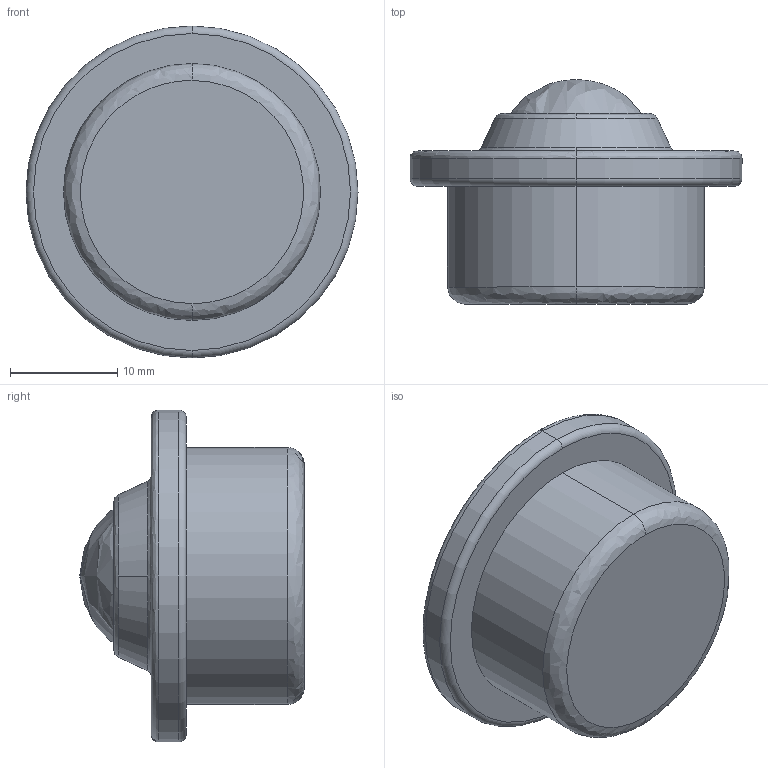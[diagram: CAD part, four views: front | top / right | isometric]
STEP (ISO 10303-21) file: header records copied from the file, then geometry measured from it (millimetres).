
FILE_DESCRIPTION (( 'STEP AP203' ), '1' );
FILE_NAME ('062AQE.STEP', '2015-09-11T14:41:43', ( 'Fath' ), ( 'Hewlett-Packard Company' ), 'SwSTEP 2.0', 'SolidWorks 2014', '' );
FILE_SCHEMA (( 'CONFIG_CONTROL_DESIGN' ));
Length unit declared in the file: millimetre
Products named in the file (1): 062AQE
Bounding box: 31 x 20.96 x 31 mm (x, y, z)
Volume: 8341.9 mm3; surface area: 3655.5 mm2
Topology: 1 solids, 2 shells, 30 faces, 70 edges, 44 vertices
Faces by surface type: bspline 16, plane 6, cylinder 4, torus 2, cone 2
Entity records: 1569 total; most frequent: CARTESIAN_POINT 915, ORIENTED_EDGE 124, DIRECTION 108, EDGE_CURVE 62, AXIS2_PLACEMENT_3D 51, VERTEX_POINT 44, EDGE_LOOP 40, CIRCLE 36
